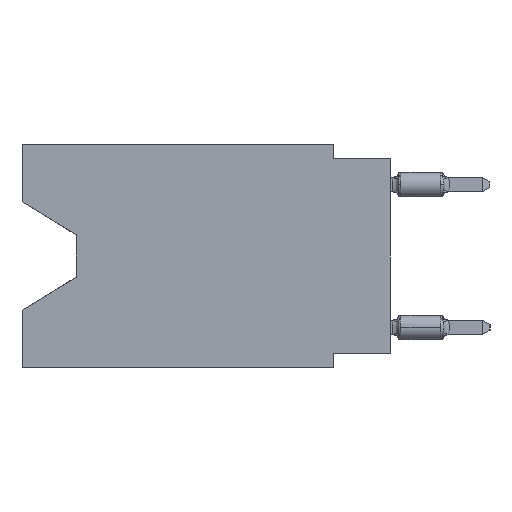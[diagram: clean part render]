
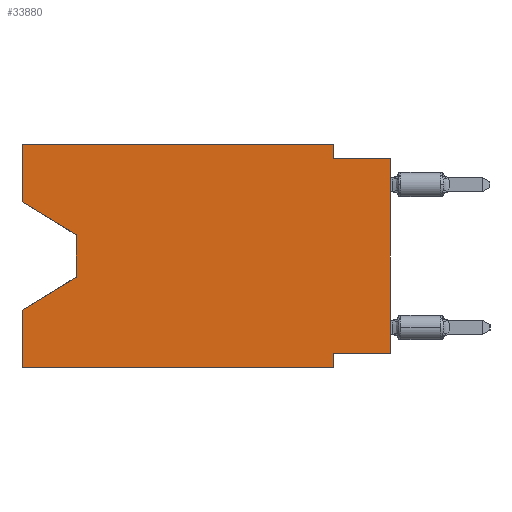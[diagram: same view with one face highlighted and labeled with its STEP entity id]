
A CAD part, left-side view. The second image highlights one B-rep face of the part: STEP entity #33880.
In plain terms, the highlighted planar face has unit normal (-1, 0, 0).
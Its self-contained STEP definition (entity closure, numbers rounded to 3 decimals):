
#368 = LINE ( 'NONE', #6507, #17328 ) ;
#727 = EDGE_CURVE ( 'NONE', #7853, #11185, #14102, .T. ) ;
#1029 = CARTESIAN_POINT ( 'NONE',  ( 0., 0., -9.271 ) ) ;
#1138 = CARTESIAN_POINT ( 'NONE',  ( 0., 16.383, -9.906 ) ) ;
#1273 = LINE ( 'NONE', #27583, #13283 ) ;
#1496 = ORIENTED_EDGE ( 'NONE', *, *, #12027, .F. ) ;
#1799 = CARTESIAN_POINT ( 'NONE',  ( 0., 16.383, -2.546 ) ) ;
#2222 = LINE ( 'NONE', #23197, #13803 ) ;
#2517 = CARTESIAN_POINT ( 'NONE',  ( 0., 0., -9.271 ) ) ;
#2736 = VECTOR ( 'NONE', #3929, 1000. ) ;
#2760 = CARTESIAN_POINT ( 'NONE',  ( 0., 0., 0. ) ) ;
#3929 = DIRECTION ( 'NONE',  ( 0., 0., 1. ) ) ;
#5014 = LINE ( 'NONE', #2760, #19661 ) ;
#5285 = VECTOR ( 'NONE', #22790, 1000. ) ;
#5306 = CARTESIAN_POINT ( 'NONE',  ( 0., 16.383, -9.906 ) ) ;
#5307 = CARTESIAN_POINT ( 'NONE',  ( 0., 16.383, 0. ) ) ;
#5810 = LINE ( 'NONE', #21623, #11169 ) ;
#6507 = CARTESIAN_POINT ( 'NONE',  ( 0., 13.97, -4.013 ) ) ;
#6743 = VERTEX_POINT ( 'NONE', #5307 ) ;
#7253 = EDGE_CURVE ( 'NONE', #6743, #9199, #1273, .T. ) ;
#7421 = CARTESIAN_POINT ( 'NONE',  ( 0., 2.54, -0.635 ) ) ;
#7853 = VERTEX_POINT ( 'NONE', #2517 ) ;
#8602 = CARTESIAN_POINT ( 'NONE',  ( 0., 16.383, -2.546 ) ) ;
#8907 = ORIENTED_EDGE ( 'NONE', *, *, #26291, .T. ) ;
#9044 = VERTEX_POINT ( 'NONE', #17696 ) ;
#9199 = VERTEX_POINT ( 'NONE', #10817 ) ;
#9242 = CARTESIAN_POINT ( 'NONE',  ( 0., 16.383, -7.36 ) ) ;
#9562 = LINE ( 'NONE', #1799, #5285 ) ;
#9790 = VECTOR ( 'NONE', #27341, 1000. ) ;
#10253 = ORIENTED_EDGE ( 'NONE', *, *, #727, .F. ) ;
#10621 = FACE_OUTER_BOUND ( 'NONE', #21424, .T. ) ;
#10817 = CARTESIAN_POINT ( 'NONE',  ( 0., 2.54, 0. ) ) ;
#10864 = DIRECTION ( 'NONE',  ( 0., 0., -1. ) ) ;
#11169 = VECTOR ( 'NONE', #19219, 1000. ) ;
#11185 = VERTEX_POINT ( 'NONE', #16510 ) ;
#11572 = DIRECTION ( 'NONE',  ( 0., -1., 0. ) ) ;
#11637 = DIRECTION ( 'NONE',  ( 0., -1., 0. ) ) ;
#12027 = EDGE_CURVE ( 'NONE', #11185, #9044, #26560, .T. ) ;
#12135 = ORIENTED_EDGE ( 'NONE', *, *, #28195, .T. ) ;
#13259 = DIRECTION ( 'NONE',  ( 0., 0., 1. ) ) ;
#13283 = VECTOR ( 'NONE', #30006, 1000. ) ;
#13533 = EDGE_CURVE ( 'NONE', #28170, #17994, #24800, .T. ) ;
#13599 = CARTESIAN_POINT ( 'NONE',  ( 0., 2.54, 0. ) ) ;
#13645 = CARTESIAN_POINT ( 'NONE',  ( 0., 2.54, -9.906 ) ) ;
#13803 = VECTOR ( 'NONE', #21135, 1000. ) ;
#14102 = LINE ( 'NONE', #1029, #9790 ) ;
#14774 = ORIENTED_EDGE ( 'NONE', *, *, #7253, .F. ) ;
#15673 = VECTOR ( 'NONE', #26511, 1000. ) ;
#15717 = EDGE_CURVE ( 'NONE', #30096, #17642, #5810, .T. ) ;
#15761 = PLANE ( 'NONE',  #26417 ) ;
#16066 = CARTESIAN_POINT ( 'NONE',  ( 0., 0., -0.635 ) ) ;
#16324 = ORIENTED_EDGE ( 'NONE', *, *, #26806, .T. ) ;
#16510 = CARTESIAN_POINT ( 'NONE',  ( 0., 2.54, -9.271 ) ) ;
#16649 = EDGE_CURVE ( 'NONE', #31827, #17642, #2222, .T. ) ;
#17173 = LINE ( 'NONE', #21994, #2736 ) ;
#17328 = VECTOR ( 'NONE', #10864, 1000. ) ;
#17642 = VERTEX_POINT ( 'NONE', #9242 ) ;
#17696 = CARTESIAN_POINT ( 'NONE',  ( 0., 2.54, -9.906 ) ) ;
#17994 = VERTEX_POINT ( 'NONE', #16066 ) ;
#18653 = DIRECTION ( 'NONE',  ( 0., 0., -1. ) ) ;
#18905 = VECTOR ( 'NONE', #11637, 1000. ) ;
#19219 = DIRECTION ( 'NONE',  ( 0., 0.855, -0.519 ) ) ;
#19232 = EDGE_CURVE ( 'NONE', #24256, #6743, #17173, .T. ) ;
#19661 = VECTOR ( 'NONE', #13259, 1000. ) ;
#21135 = DIRECTION ( 'NONE',  ( 0., 0., 1. ) ) ;
#21424 = EDGE_LOOP ( 'NONE', ( #16324, #8907, #22970, #23700, #31581, #1496, #10253, #12135, #22270, #26324, #14774, #29574 ) ) ;
#21623 = CARTESIAN_POINT ( 'NONE',  ( 0., 13.97, -5.893 ) ) ;
#21994 = CARTESIAN_POINT ( 'NONE',  ( 0., 16.383, 0. ) ) ;
#22270 = ORIENTED_EDGE ( 'NONE', *, *, #13533, .F. ) ;
#22715 = EDGE_CURVE ( 'NONE', #31827, #9044, #27279, .T. ) ;
#22790 = DIRECTION ( 'NONE',  ( 0., -0.855, -0.519 ) ) ;
#22970 = ORIENTED_EDGE ( 'NONE', *, *, #15717, .T. ) ;
#23197 = CARTESIAN_POINT ( 'NONE',  ( 0., 16.383, 0. ) ) ;
#23700 = ORIENTED_EDGE ( 'NONE', *, *, #16649, .F. ) ;
#23751 = LINE ( 'NONE', #13599, #15673 ) ;
#24008 = CARTESIAN_POINT ( 'NONE',  ( 0., 16.383, 0. ) ) ;
#24256 = VERTEX_POINT ( 'NONE', #8602 ) ;
#24800 = LINE ( 'NONE', #32550, #31295 ) ;
#26231 = EDGE_CURVE ( 'NONE', #9199, #28170, #23751, .T. ) ;
#26291 = EDGE_CURVE ( 'NONE', #26601, #30096, #368, .T. ) ;
#26324 = ORIENTED_EDGE ( 'NONE', *, *, #26231, .F. ) ;
#26417 = AXIS2_PLACEMENT_3D ( 'NONE', #24008, #34008, #29346 ) ;
#26476 = CARTESIAN_POINT ( 'NONE',  ( 0., 13.97, -5.893 ) ) ;
#26511 = DIRECTION ( 'NONE',  ( 0., 0., -1. ) ) ;
#26560 = LINE ( 'NONE', #13645, #29780 ) ;
#26601 = VERTEX_POINT ( 'NONE', #31258 ) ;
#26806 = EDGE_CURVE ( 'NONE', #24256, #26601, #9562, .T. ) ;
#27279 = LINE ( 'NONE', #1138, #18905 ) ;
#27341 = DIRECTION ( 'NONE',  ( 0., 1., 0. ) ) ;
#27583 = CARTESIAN_POINT ( 'NONE',  ( 0., 16.383, 0. ) ) ;
#28170 = VERTEX_POINT ( 'NONE', #7421 ) ;
#28195 = EDGE_CURVE ( 'NONE', #7853, #17994, #5014, .T. ) ;
#29346 = DIRECTION ( 'NONE',  ( 0., 0., -1. ) ) ;
#29574 = ORIENTED_EDGE ( 'NONE', *, *, #19232, .F. ) ;
#29780 = VECTOR ( 'NONE', #18653, 1000. ) ;
#30006 = DIRECTION ( 'NONE',  ( 0., -1., 0. ) ) ;
#30096 = VERTEX_POINT ( 'NONE', #26476 ) ;
#31258 = CARTESIAN_POINT ( 'NONE',  ( 0., 13.97, -4.013 ) ) ;
#31295 = VECTOR ( 'NONE', #11572, 1000. ) ;
#31581 = ORIENTED_EDGE ( 'NONE', *, *, #22715, .T. ) ;
#31827 = VERTEX_POINT ( 'NONE', #5306 ) ;
#32550 = CARTESIAN_POINT ( 'NONE',  ( 0., 0., -0.635 ) ) ;
#33880 = ADVANCED_FACE ( 'NONE', ( #10621 ), #15761, .F. ) ;
#34008 = DIRECTION ( 'NONE',  ( 1., 0., 0. ) ) ;
